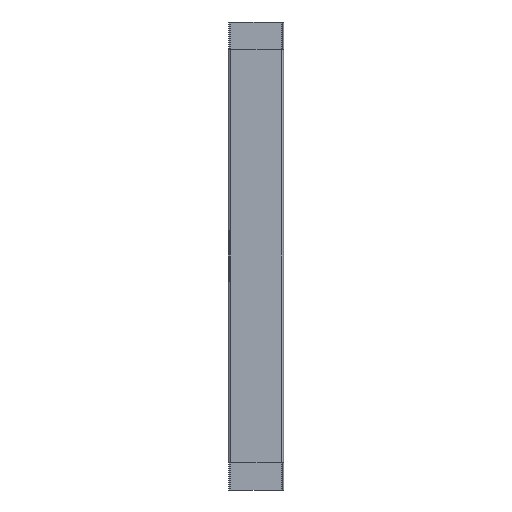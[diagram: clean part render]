
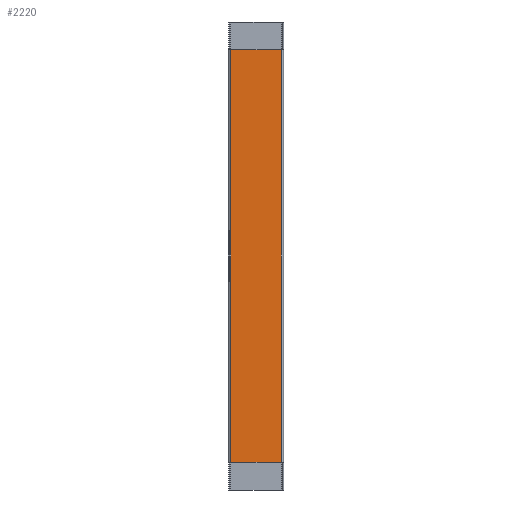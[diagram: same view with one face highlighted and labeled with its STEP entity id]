
A CAD part, front view. The second image highlights one B-rep face of the part: STEP entity #2220.
In plain terms, the highlighted planar face has unit normal (0, -1, 0).
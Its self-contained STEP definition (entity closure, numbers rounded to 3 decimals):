
#181 = AXIS2_PLACEMENT_3D ( 'NONE', #423, #2243, #671 ) ;
#202 = ORIENTED_EDGE ( 'NONE', *, *, #1026, .F. ) ;
#208 = VERTEX_POINT ( 'NONE', #1292 ) ;
#214 = CARTESIAN_POINT ( 'NONE',  ( 1016.372, 23.028, -1887. ) ) ;
#241 = EDGE_CURVE ( 'NONE', #243, #751, #2141, .T. ) ;
#243 = VERTEX_POINT ( 'NONE', #938 ) ;
#423 = CARTESIAN_POINT ( 'NONE',  ( 969.419, 23.028, 0. ) ) ;
#637 = VECTOR ( 'NONE', #1722, 1000. ) ;
#671 = DIRECTION ( 'NONE',  ( 0., 0., -1. ) ) ;
#690 = LINE ( 'NONE', #1115, #2834 ) ;
#751 = VERTEX_POINT ( 'NONE', #214 ) ;
#823 = DIRECTION ( 'NONE',  ( 1., 0., 0. ) ) ;
#938 = CARTESIAN_POINT ( 'NONE',  ( 979.419, 23.028, -1887. ) ) ;
#939 = ORIENTED_EDGE ( 'NONE', *, *, #241, .T. ) ;
#1026 = EDGE_CURVE ( 'NONE', #2611, #3168, #1666, .T. ) ;
#1037 = CARTESIAN_POINT ( 'NONE',  ( 1016.372, 23.028, -1887. ) ) ;
#1115 = CARTESIAN_POINT ( 'NONE',  ( 979.419, 23.028, 0. ) ) ;
#1169 = VECTOR ( 'NONE', #2520, 1000. ) ;
#1292 = CARTESIAN_POINT ( 'NONE',  ( 979.419, 23.028, -1587. ) ) ;
#1328 = LINE ( 'NONE', #2744, #637 ) ;
#1352 = ORIENTED_EDGE ( 'NONE', *, *, #2101, .T. ) ;
#1374 = DIRECTION ( 'NONE',  ( 0., 0., -1. ) ) ;
#1375 = CARTESIAN_POINT ( 'NONE',  ( 979.419, 23.028, -1718.5 ) ) ;
#1435 = VECTOR ( 'NONE', #823, 1000. ) ;
#1573 = DIRECTION ( 'NONE',  ( 0., 0., 1. ) ) ;
#1648 = CARTESIAN_POINT ( 'NONE',  ( 1016.372, 23.028, -1587. ) ) ;
#1666 = LINE ( 'NONE', #2208, #2948 ) ;
#1722 = DIRECTION ( 'NONE',  ( 0., 0., 1. ) ) ;
#2101 = EDGE_CURVE ( 'NONE', #208, #3168, #690, .T. ) ;
#2141 = LINE ( 'NONE', #1037, #1435 ) ;
#2153 = EDGE_CURVE ( 'NONE', #208, #2575, #2600, .T. ) ;
#2208 = CARTESIAN_POINT ( 'NONE',  ( 979.419, 23.028, -1571.621 ) ) ;
#2220 = ADVANCED_FACE ( 'NONE', ( #2416 ), #2231, .T. ) ;
#2231 = PLANE ( 'NONE',  #181 ) ;
#2243 = DIRECTION ( 'NONE',  ( 0., -1., 0. ) ) ;
#2270 = CARTESIAN_POINT ( 'NONE',  ( 979.419, 23.028, 0. ) ) ;
#2416 = FACE_OUTER_BOUND ( 'NONE', #2432, .T. ) ;
#2432 = EDGE_LOOP ( 'NONE', ( #2543, #939, #2813, #2877, #1352, #202 ) ) ;
#2520 = DIRECTION ( 'NONE',  ( 0., 0., -1. ) ) ;
#2543 = ORIENTED_EDGE ( 'NONE', *, *, #2871, .T. ) ;
#2575 = VERTEX_POINT ( 'NONE', #2648 ) ;
#2600 = LINE ( 'NONE', #1648, #3146 ) ;
#2611 = VERTEX_POINT ( 'NONE', #3119 ) ;
#2648 = CARTESIAN_POINT ( 'NONE',  ( 1016.372, 23.028, -1587. ) ) ;
#2744 = CARTESIAN_POINT ( 'NONE',  ( 1016.372, 23.028, 0. ) ) ;
#2771 = EDGE_CURVE ( 'NONE', #751, #2575, #1328, .T. ) ;
#2813 = ORIENTED_EDGE ( 'NONE', *, *, #2771, .T. ) ;
#2834 = VECTOR ( 'NONE', #1374, 1000. ) ;
#2871 = EDGE_CURVE ( 'NONE', #2611, #243, #3171, .T. ) ;
#2877 = ORIENTED_EDGE ( 'NONE', *, *, #2153, .F. ) ;
#2927 = DIRECTION ( 'NONE',  ( 1., 0., 0. ) ) ;
#2948 = VECTOR ( 'NONE', #1573, 1000. ) ;
#3119 = CARTESIAN_POINT ( 'NONE',  ( 979.419, 23.028, -1755.5 ) ) ;
#3146 = VECTOR ( 'NONE', #2927, 1000. ) ;
#3168 = VERTEX_POINT ( 'NONE', #1375 ) ;
#3171 = LINE ( 'NONE', #2270, #1169 ) ;
